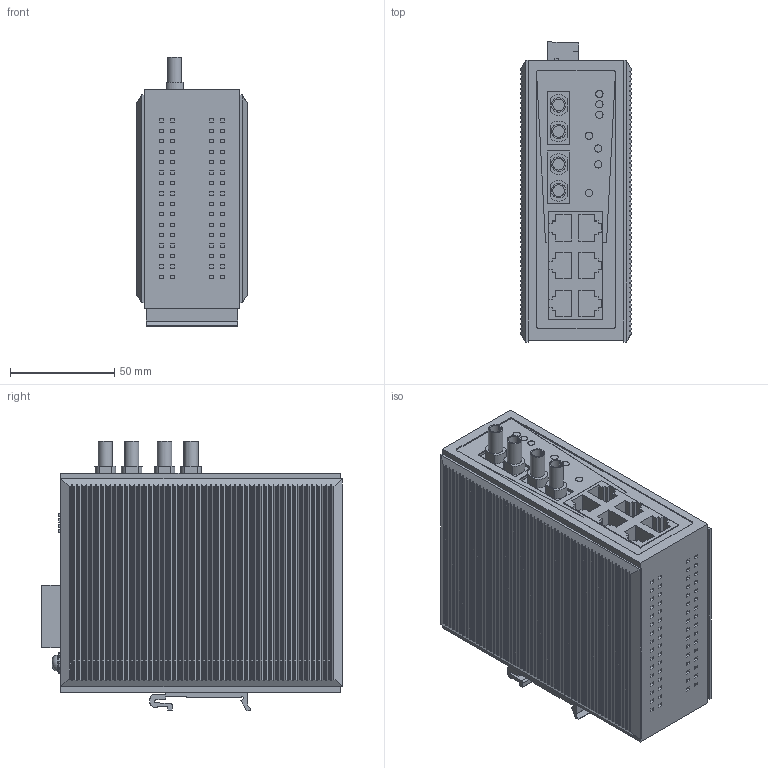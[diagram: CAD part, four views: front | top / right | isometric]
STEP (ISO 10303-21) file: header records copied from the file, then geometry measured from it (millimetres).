
FILE_DESCRIPTION(('CATIA V5 STEP Exchange','CAx-IF Rec.Pracs.--- Model Styling and Organization---1.4--- 2014-01-23'),'2;1');
FILE_NAME ('D1408828_2_1240990000_S3D_IE_SW_VL08MT_6TX_2ST.stp','2020-04-01T11:04:10+00:00',('none'),('Weidmueller'),'CATIA Version 5-6 Release 2016 SP3 HF44','CATIA V5 STEP AP214','none');
FILE_SCHEMA(('AUTOMOTIVE_DESIGN { 1 0 10303 214 1 1 1 1 }'));
Products named in the file (1): 1240990000
Bounding box: 52.85 x 144.19 x 129 mm (x, y, z)
Volume: 727191.1 mm3; surface area: 138866.4 mm2
Topology: 29 solids, 29 shells, 1653 faces, 4331 edges, 2880 vertices
Faces by surface type: plane 1241, extrusion 289, cylinder 121, torus 2
Entity records: 57691 total; most frequent: CARTESIAN_POINT 18146, ORIENTED_EDGE 8662, DIRECTION 5836, EDGE_CURVE 4331, VECTOR 3706, LINE 3417, VERTEX_POINT 2880, EDGE_LOOP 1815
